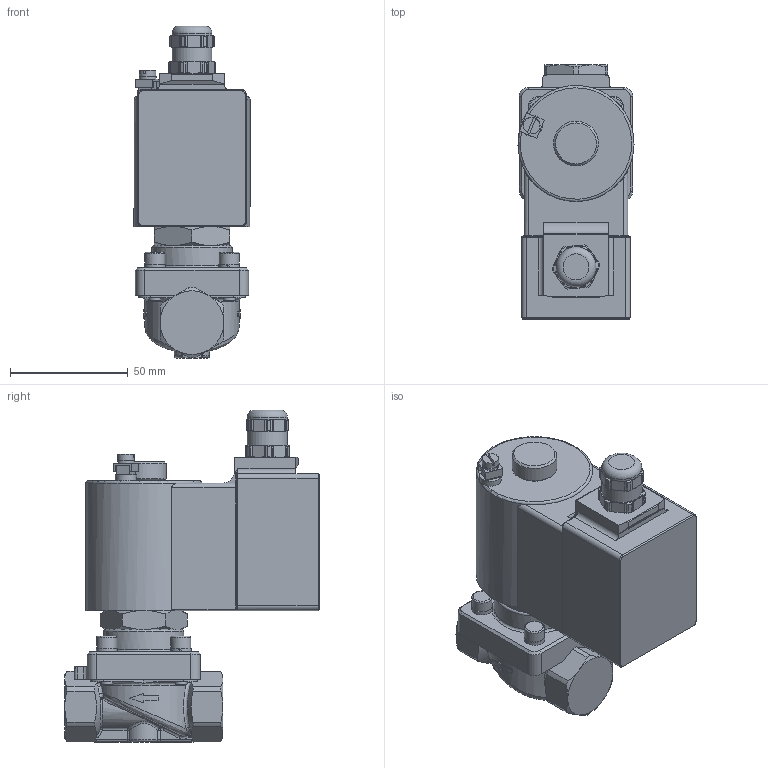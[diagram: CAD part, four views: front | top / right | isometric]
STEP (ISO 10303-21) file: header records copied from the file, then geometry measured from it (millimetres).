
FILE_DESCRIPTION(/* description */ ('3D-Modell'),/* implementation_level */ '2;1');
FILE_NAME(/* name */ '035.000199_A3523-1004-.808.stp',/* time_stamp */ '2018-04-16T07:54:04+02:00',/* author */ ('EFast'),/* organization */ (''),/* preprocessor_version */ 'ST-DEVELOPER v16.1',/* originating_system */ 'Autodesk Inventor 2016',/* authorisation */ '');
FILE_SCHEMA (('AUTOMOTIVE_DESIGN { 1 0 10303 214 3 1 1 }'));
Length unit declared in the file: millimetre
Products named in the file (1): 88-002520
Bounding box: 49.18 x 107.85 x 140.7 mm (x, y, z)
Volume: 342830.8 mm3; surface area: 42660.8 mm2
Topology: 1 solids, 1 shells, 464 faces, 1189 edges, 734 vertices
Faces by surface type: plane 177, cylinder 133, cone 68, bspline 46, torus 34, sphere 6
Full cylindrical faces by diameter (mm): 5 x4, 7 x1, 7.1 x1, 8.5 x4, 9 x1, 17 x2, 19 x1, 34 x1
Entity records: 16231 total; most frequent: CARTESIAN_POINT 5947, ORIENTED_EDGE 2270, DIRECTION 2003, EDGE_CURVE 1135, AXIS2_PLACEMENT_3D 799, VERTEX_POINT 717, EDGE_LOOP 516, FACE_OUTER_BOUND 464
